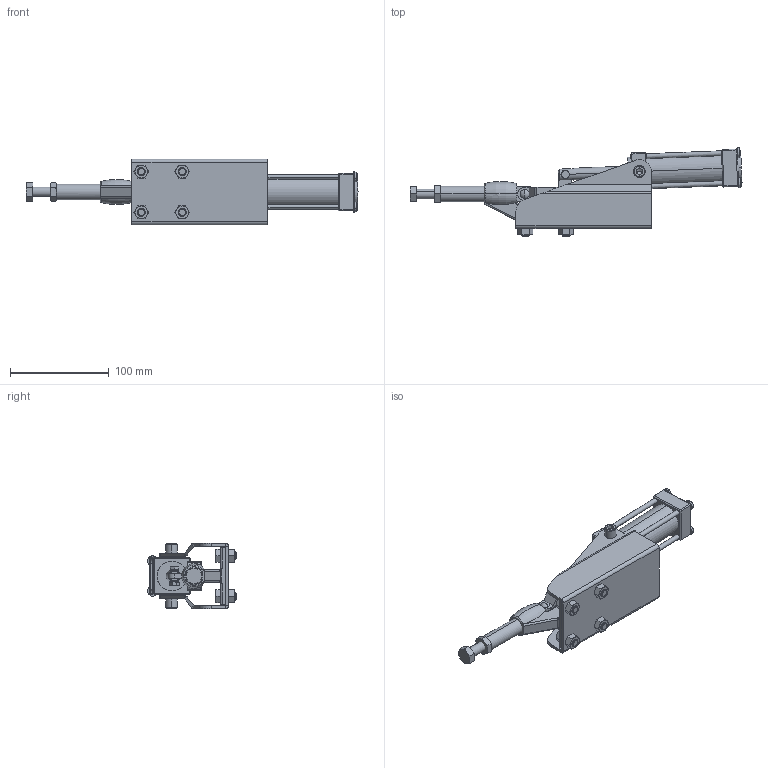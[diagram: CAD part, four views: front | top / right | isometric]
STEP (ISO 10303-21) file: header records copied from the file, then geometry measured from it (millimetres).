
FILE_DESCRIPTION (( 'STEP AP214' ), '1' );
FILE_NAME ('GH-305-EA(Â²¤Æ).STEP', '2020-07-24T06:50:32', ( 'LinWei' ), ( '' ), 'SwSTEP 2.0', 'SolidWorks 2016', '' );
FILE_SCHEMA (( 'AUTOMOTIVE_DESIGN' ));
Length unit declared in the file: millimetre
Products named in the file (8): GH-305-EA(簡化); 4305EA33-1^GH-305-EA(簡化); 1305EA02-1^GH-305-EA(簡化); Group9^GH-305-EA(簡化); Group7^GH-305-EA(簡化); Group5^GH-305-EA(簡化); Group4^GH-305-EA(簡化); Group2^GH-305-EA(簡化)
Assembly tree (7 placements, depth 2):
  GH-305-EA(簡化)
    Group2^GH-305-EA(簡化)
    Group4^GH-305-EA(簡化)
    Group5^GH-305-EA(簡化)
    Group7^GH-305-EA(簡化)
    Group9^GH-305-EA(簡化)
    1305EA02-1^GH-305-EA(簡化)
    4305EA33-1^GH-305-EA(簡化)
Bounding box: 336.81 x 90.1 x 66.7 mm (x, y, z)
Volume: 246491.2 mm3; surface area: 114768.6 mm2
Topology: 7 solids, 9 shells, 799 faces, 1833 edges, 1092 vertices
Faces by surface type: plane 403, cone 173, cylinder 163, torus 38, sphere 14, bspline 8
Entity records: 27849 total; most frequent: CARTESIAN_POINT 5956, DIRECTION 3831, ORIENTED_EDGE 3654, EDGE_CURVE 1827, AXIS2_PLACEMENT_3D 1523, VERTEX_POINT 1092, EDGE_LOOP 871, ADVANCED_FACE 799
